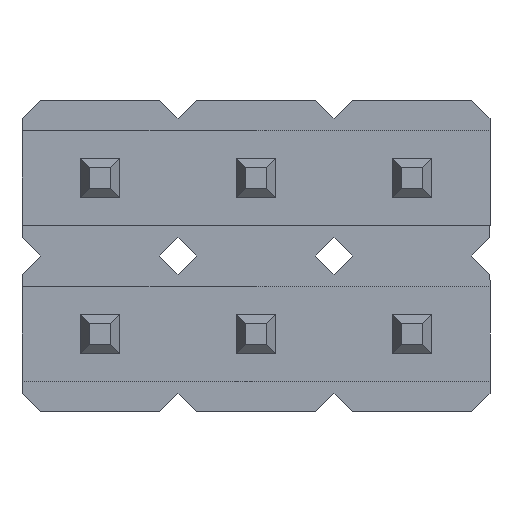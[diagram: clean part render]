
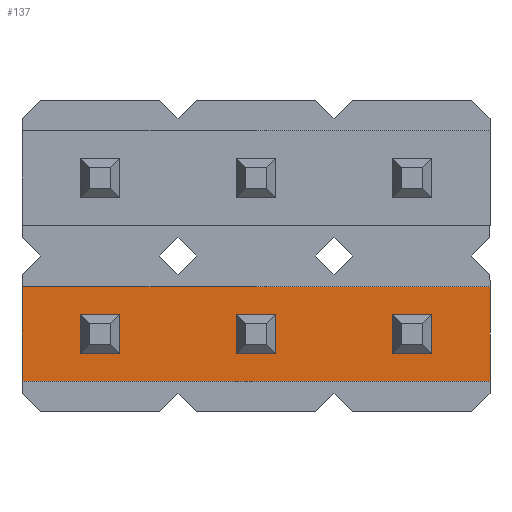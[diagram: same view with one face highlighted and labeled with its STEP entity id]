
A CAD part, front view. The second image highlights one B-rep face of the part: STEP entity #137.
In plain terms, the highlighted planar face has unit normal (0, -1, 0).
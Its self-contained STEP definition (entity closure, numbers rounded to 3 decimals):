
#134 = ORIENTED_EDGE ( 'NONE', *, *, #135, .F. ) ;
#135 = EDGE_CURVE ( 'NONE', #299, #300, #2017, .T. ) ;
#136 = EDGE_LOOP ( 'NONE', ( #282, #141, #262, #276 ) ) ;
#137 = ADVANCED_FACE ( 'NONE', ( #1908, #1907, #1906, #1905 ), #1980, .F. ) ;
#138 = EDGE_CURVE ( 'NONE', #139, #140, #1975, .T. ) ;
#139 = VERTEX_POINT ( 'NONE', #1971 ) ;
#140 = VERTEX_POINT ( 'NONE', #1970 ) ;
#141 = ORIENTED_EDGE ( 'NONE', *, *, #260, .F. ) ;
#204 = ORIENTED_EDGE ( 'NONE', *, *, #341, .F. ) ;
#260 = EDGE_CURVE ( 'NONE', #261, #139, #2103, .T. ) ;
#261 = VERTEX_POINT ( 'NONE', #2099 ) ;
#262 = ORIENTED_EDGE ( 'NONE', *, *, #263, .T. ) ;
#263 = EDGE_CURVE ( 'NONE', #261, #264, #2098, .T. ) ;
#264 = VERTEX_POINT ( 'NONE', #2094 ) ;
#265 = ORIENTED_EDGE ( 'NONE', *, *, #266, .F. ) ;
#266 = EDGE_CURVE ( 'NONE', #267, #272, #2093, .T. ) ;
#267 = VERTEX_POINT ( 'NONE', #2089 ) ;
#268 = ORIENTED_EDGE ( 'NONE', *, *, #302, .F. ) ;
#269 = EDGE_CURVE ( 'NONE', #287, #296, #2088, .T. ) ;
#270 = ORIENTED_EDGE ( 'NONE', *, *, #271, .F. ) ;
#271 = EDGE_CURVE ( 'NONE', #272, #273, #2084, .T. ) ;
#272 = VERTEX_POINT ( 'NONE', #2080 ) ;
#273 = VERTEX_POINT ( 'NONE', #2079 ) ;
#274 = EDGE_CURVE ( 'NONE', #292, #299, #2078, .T. ) ;
#275 = VERTEX_POINT ( 'NONE', #2074 ) ;
#276 = ORIENTED_EDGE ( 'NONE', *, *, #277, .T. ) ;
#277 = EDGE_CURVE ( 'NONE', #264, #140, #2130, .T. ) ;
#278 = EDGE_LOOP ( 'NONE', ( #279, #288, #294, #297 ) ) ;
#279 = ORIENTED_EDGE ( 'NONE', *, *, #286, .F. ) ;
#280 = VERTEX_POINT ( 'NONE', #2126 ) ;
#281 = EDGE_CURVE ( 'NONE', #300, #275, #2125, .T. ) ;
#282 = ORIENTED_EDGE ( 'NONE', *, *, #138, .F. ) ;
#283 = ORIENTED_EDGE ( 'NONE', *, *, #281, .F. ) ;
#284 = ORIENTED_EDGE ( 'NONE', *, *, #293, .F. ) ;
#285 = ORIENTED_EDGE ( 'NONE', *, *, #274, .F. ) ;
#286 = EDGE_CURVE ( 'NONE', #280, #287, #2121, .T. ) ;
#287 = VERTEX_POINT ( 'NONE', #2117 ) ;
#288 = ORIENTED_EDGE ( 'NONE', *, *, #289, .F. ) ;
#289 = EDGE_CURVE ( 'NONE', #290, #280, #2116, .T. ) ;
#290 = VERTEX_POINT ( 'NONE', #2112 ) ;
#291 = EDGE_LOOP ( 'NONE', ( #285, #284, #283, #134 ) ) ;
#292 = VERTEX_POINT ( 'NONE', #2111 ) ;
#293 = EDGE_CURVE ( 'NONE', #275, #292, #2110, .T. ) ;
#294 = ORIENTED_EDGE ( 'NONE', *, *, #295, .F. ) ;
#295 = EDGE_CURVE ( 'NONE', #296, #290, #2106, .T. ) ;
#296 = VERTEX_POINT ( 'NONE', #2223 ) ;
#297 = ORIENTED_EDGE ( 'NONE', *, *, #269, .F. ) ;
#298 = EDGE_LOOP ( 'NONE', ( #270, #265, #268, #204 ) ) ;
#299 = VERTEX_POINT ( 'NONE', #2222 ) ;
#300 = VERTEX_POINT ( 'NONE', #2221 ) ;
#301 = VERTEX_POINT ( 'NONE', #2220 ) ;
#302 = EDGE_CURVE ( 'NONE', #301, #267, #2219, .T. ) ;
#341 = EDGE_CURVE ( 'NONE', #273, #301, #2314, .T. ) ;
#1905 = FACE_BOUND ( 'NONE', #298, .T. ) ;
#1906 = FACE_BOUND ( 'NONE', #278, .T. ) ;
#1907 = FACE_OUTER_BOUND ( 'NONE', #136, .T. ) ;
#1908 = FACE_BOUND ( 'NONE', #291, .T. ) ;
#1909 = DIRECTION ( 'NONE',  ( 0., 0., 1. ) ) ;
#1910 = VECTOR ( 'NONE', #1909, 1000. ) ;
#1911 = CARTESIAN_POINT ( 'NONE',  ( 2.865, 0.44, -3.31 ) ) ;
#1970 = CARTESIAN_POINT ( 'NONE',  ( 6.35, 0.44, -1.77 ) ) ;
#1971 = CARTESIAN_POINT ( 'NONE',  ( -1.27, 0.44, -1.77 ) ) ;
#1972 = DIRECTION ( 'NONE',  ( 1., 0., 0. ) ) ;
#1973 = VECTOR ( 'NONE', #1972, 1000. ) ;
#1974 = CARTESIAN_POINT ( 'NONE',  ( -1.27, 0.44, -1.77 ) ) ;
#1975 = LINE ( 'NONE', #1974, #1973 ) ;
#1976 = DIRECTION ( 'NONE',  ( 0., 0., 1. ) ) ;
#1977 = DIRECTION ( 'NONE',  ( 0., 1., 0. ) ) ;
#1978 = CARTESIAN_POINT ( 'NONE',  ( -1.27, 0.44, -3.31 ) ) ;
#1979 = AXIS2_PLACEMENT_3D ( 'NONE', #1978, #1977, #1976 ) ;
#1980 = PLANE ( 'NONE',  #1979 ) ;
#2017 = LINE ( 'NONE', #1911, #1910 ) ;
#2074 = CARTESIAN_POINT ( 'NONE',  ( 2.215, 0.44, -2.215 ) ) ;
#2075 = DIRECTION ( 'NONE',  ( 1., 0., 0. ) ) ;
#2076 = VECTOR ( 'NONE', #2075, 1000. ) ;
#2077 = CARTESIAN_POINT ( 'NONE',  ( -1.27, 0.44, -2.865 ) ) ;
#2078 = LINE ( 'NONE', #2077, #2076 ) ;
#2079 = CARTESIAN_POINT ( 'NONE',  ( 5.405, 0.44, -2.865 ) ) ;
#2080 = CARTESIAN_POINT ( 'NONE',  ( 4.755, 0.44, -2.865 ) ) ;
#2081 = DIRECTION ( 'NONE',  ( 1., 0., 0. ) ) ;
#2082 = VECTOR ( 'NONE', #2081, 1000. ) ;
#2083 = CARTESIAN_POINT ( 'NONE',  ( -1.27, 0.44, -2.865 ) ) ;
#2084 = LINE ( 'NONE', #2083, #2082 ) ;
#2085 = DIRECTION ( 'NONE',  ( 0., 0., 1. ) ) ;
#2086 = VECTOR ( 'NONE', #2085, 1000. ) ;
#2087 = CARTESIAN_POINT ( 'NONE',  ( 0.325, 0.44, -3.31 ) ) ;
#2088 = LINE ( 'NONE', #2087, #2086 ) ;
#2089 = CARTESIAN_POINT ( 'NONE',  ( 4.755, 0.44, -2.215 ) ) ;
#2090 = DIRECTION ( 'NONE',  ( 0., 0., -1. ) ) ;
#2091 = VECTOR ( 'NONE', #2090, 1000. ) ;
#2092 = CARTESIAN_POINT ( 'NONE',  ( 4.755, 0.44, -3.31 ) ) ;
#2093 = LINE ( 'NONE', #2092, #2091 ) ;
#2094 = CARTESIAN_POINT ( 'NONE',  ( 6.35, 0.44, -3.31 ) ) ;
#2095 = DIRECTION ( 'NONE',  ( 1., 0., 0. ) ) ;
#2096 = VECTOR ( 'NONE', #2095, 1000. ) ;
#2097 = CARTESIAN_POINT ( 'NONE',  ( -1.27, 0.44, -3.31 ) ) ;
#2098 = LINE ( 'NONE', #2097, #2096 ) ;
#2099 = CARTESIAN_POINT ( 'NONE',  ( -1.27, 0.44, -3.31 ) ) ;
#2100 = DIRECTION ( 'NONE',  ( 0., 0., 1. ) ) ;
#2101 = VECTOR ( 'NONE', #2100, 1000. ) ;
#2102 = CARTESIAN_POINT ( 'NONE',  ( -1.27, 0.44, -3.31 ) ) ;
#2103 = LINE ( 'NONE', #2102, #2101 ) ;
#2104 = VECTOR ( 'NONE', #2224, 1000. ) ;
#2105 = CARTESIAN_POINT ( 'NONE',  ( -1.27, 0.44, -2.215 ) ) ;
#2106 = LINE ( 'NONE', #2105, #2104 ) ;
#2107 = DIRECTION ( 'NONE',  ( 0., 0., -1. ) ) ;
#2108 = VECTOR ( 'NONE', #2107, 1000. ) ;
#2109 = CARTESIAN_POINT ( 'NONE',  ( 2.215, 0.44, -3.31 ) ) ;
#2110 = LINE ( 'NONE', #2109, #2108 ) ;
#2111 = CARTESIAN_POINT ( 'NONE',  ( 2.215, 0.44, -2.865 ) ) ;
#2112 = CARTESIAN_POINT ( 'NONE',  ( -0.325, 0.44, -2.215 ) ) ;
#2113 = DIRECTION ( 'NONE',  ( 0., 0., -1. ) ) ;
#2114 = VECTOR ( 'NONE', #2113, 1000. ) ;
#2115 = CARTESIAN_POINT ( 'NONE',  ( -0.325, 0.44, -3.31 ) ) ;
#2116 = LINE ( 'NONE', #2115, #2114 ) ;
#2117 = CARTESIAN_POINT ( 'NONE',  ( 0.325, 0.44, -2.865 ) ) ;
#2118 = DIRECTION ( 'NONE',  ( 1., 0., 0. ) ) ;
#2119 = VECTOR ( 'NONE', #2118, 1000. ) ;
#2120 = CARTESIAN_POINT ( 'NONE',  ( -1.27, 0.44, -2.865 ) ) ;
#2121 = LINE ( 'NONE', #2120, #2119 ) ;
#2122 = DIRECTION ( 'NONE',  ( -1., 0., 0. ) ) ;
#2123 = VECTOR ( 'NONE', #2122, 1000. ) ;
#2124 = CARTESIAN_POINT ( 'NONE',  ( -1.27, 0.44, -2.215 ) ) ;
#2125 = LINE ( 'NONE', #2124, #2123 ) ;
#2126 = CARTESIAN_POINT ( 'NONE',  ( -0.325, 0.44, -2.865 ) ) ;
#2127 = DIRECTION ( 'NONE',  ( 0., 0., 1. ) ) ;
#2128 = VECTOR ( 'NONE', #2127, 1000. ) ;
#2129 = CARTESIAN_POINT ( 'NONE',  ( 6.35, 0.44, -3.31 ) ) ;
#2130 = LINE ( 'NONE', #2129, #2128 ) ;
#2216 = DIRECTION ( 'NONE',  ( -1., 0., 0. ) ) ;
#2217 = VECTOR ( 'NONE', #2216, 1000. ) ;
#2218 = CARTESIAN_POINT ( 'NONE',  ( -1.27, 0.44, -2.215 ) ) ;
#2219 = LINE ( 'NONE', #2218, #2217 ) ;
#2220 = CARTESIAN_POINT ( 'NONE',  ( 5.405, 0.44, -2.215 ) ) ;
#2221 = CARTESIAN_POINT ( 'NONE',  ( 2.865, 0.44, -2.215 ) ) ;
#2222 = CARTESIAN_POINT ( 'NONE',  ( 2.865, 0.44, -2.865 ) ) ;
#2223 = CARTESIAN_POINT ( 'NONE',  ( 0.325, 0.44, -2.215 ) ) ;
#2224 = DIRECTION ( 'NONE',  ( -1., 0., 0. ) ) ;
#2311 = DIRECTION ( 'NONE',  ( 0., 0., 1. ) ) ;
#2312 = VECTOR ( 'NONE', #2311, 1000. ) ;
#2313 = CARTESIAN_POINT ( 'NONE',  ( 5.405, 0.44, -3.31 ) ) ;
#2314 = LINE ( 'NONE', #2313, #2312 ) ;
